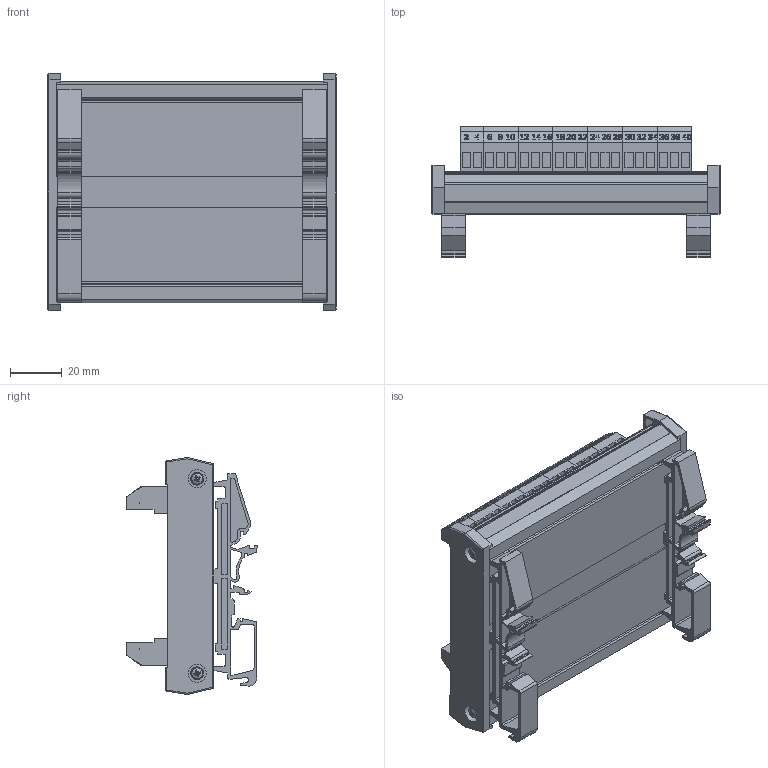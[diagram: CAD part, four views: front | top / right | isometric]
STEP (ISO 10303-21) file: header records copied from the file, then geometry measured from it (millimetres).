
FILE_DESCRIPTION((''),'2;1');
FILE_NAME('8974_2.stp','2013-07-03T11:16:20',('roland'),(''),'Autodesk Inventor 2013','Autodesk Inventor 2013','');
FILE_SCHEMA(('CONFIG_CONTROL_DESIGN'));
Length unit declared in the file: millimetre
Products named in the file (11): 1A Diodel 20; 20 plate; diode long 1A; 3 hole green; 2 hole green; 20diodes; BASE SIDE; BASE LEGS; 20 lable1; 20 lable2; BS EN ISO 7045 Z - Metric M2.5 x 10 - 4.8 - Z
Assembly tree (46 placements, depth 2):
  1A Diodel 20
    20 plate
    diode long 1A  x20
    3 hole green  x12
    2 hole green  x2
    20diodes
    BASE SIDE  x2
    BASE LEGS  x2
    20 lable1
    20 lable2
    BS EN ISO 7045 Z - Metric M2.5 x 10 - 4.8 - Z  x4
Bounding box: 112 x 50.69 x 91.98 mm (x, y, z)
Volume: 76592.5 mm3; surface area: 100661 mm2
Topology: 46 solids, 46 shells, 3081 faces, 8123 edges, 5238 vertices
Faces by surface type: plane 1606, bspline 802, cylinder 545, cone 64, sphere 44, torus 20
Full cylindrical faces by diameter (mm): 0.68 x80, 1 x120, 1.3 x40, 2.256 x4, 2.5 x4, 2.649 x20, 2.65 x20, 3.2 x4, 3.75 x40, 7 x4, 9 x4
Entity records: 70370 total; most frequent: CARTESIAN_POINT 21763, ORIENTED_EDGE 11054, DIRECTION 7299, EDGE_CURVE 5527, VERTEX_POINT 3798, VECTOR 3311, LINE 3311, EDGE_LOOP 2689
